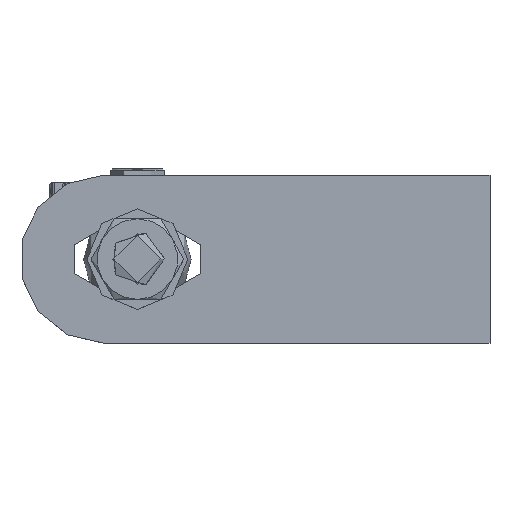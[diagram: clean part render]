
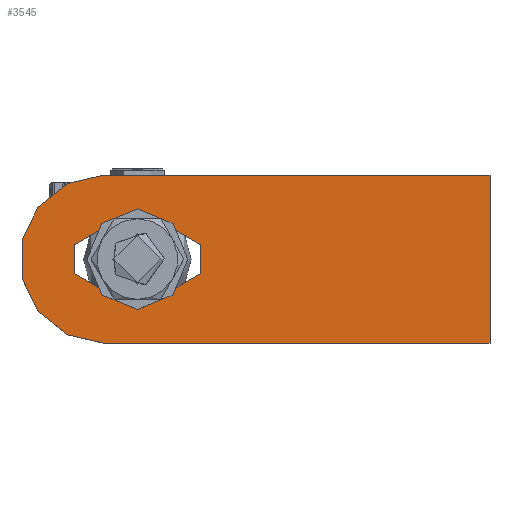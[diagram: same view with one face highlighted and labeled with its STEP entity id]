
A CAD part, top view. The second image highlights one B-rep face of the part: STEP entity #3545.
In plain terms, the highlighted planar face has unit normal (0, 0, 1).
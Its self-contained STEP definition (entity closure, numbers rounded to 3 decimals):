
#206 = CARTESIAN_POINT ( 'NONE',  ( -45., -25., 3. ) ) ;
#282 = EDGE_CURVE ( 'NONE', #25059, #6477, #21866, .T. ) ;
#343 = DIRECTION ( 'NONE',  ( 0., 0., 1. ) ) ;
#2110 = VECTOR ( 'NONE', #9570, 1000. ) ;
#2416 = CARTESIAN_POINT ( 'NONE',  ( -23.5, -8.5, 3. ) ) ;
#3120 = VECTOR ( 'NONE', #15331, 1000. ) ;
#3475 = AXIS2_PLACEMENT_3D ( 'NONE', #11543, #343, #4909 ) ;
#3545 = ADVANCED_FACE ( 'NONE', ( #24005, #6169 ), #26606, .F. ) ;
#3903 = ORIENTED_EDGE ( 'NONE', *, *, #24220, .T. ) ;
#4909 = DIRECTION ( 'NONE',  ( -1., 0., 0. ) ) ;
#5007 = CARTESIAN_POINT ( 'NONE',  ( 70., 25., 3. ) ) ;
#5202 = CARTESIAN_POINT ( 'NONE',  ( -23.5, 0., 3. ) ) ;
#5881 = AXIS2_PLACEMENT_3D ( 'NONE', #20400, #10940, #20305 ) ;
#6169 = FACE_BOUND ( 'NONE', #7568, .T. ) ;
#6477 = VERTEX_POINT ( 'NONE', #9245 ) ;
#7547 = LINE ( 'NONE', #21970, #3120 ) ;
#7568 = EDGE_LOOP ( 'NONE', ( #11741, #9758, #16814, #26254 ) ) ;
#7896 = CARTESIAN_POINT ( 'NONE',  ( -46.5, 8.5, 3. ) ) ;
#8090 = LINE ( 'NONE', #13658, #23695 ) ;
#8108 = VECTOR ( 'NONE', #10221, 1000. ) ;
#9245 = CARTESIAN_POINT ( 'NONE',  ( -23.5, 8.5, 3. ) ) ;
#9431 = EDGE_CURVE ( 'NONE', #30152, #25059, #20825, .T. ) ;
#9570 = DIRECTION ( 'NONE',  ( -1., 0., 0. ) ) ;
#9758 = ORIENTED_EDGE ( 'NONE', *, *, #10659, .F. ) ;
#10221 = DIRECTION ( 'NONE',  ( 1., 0., 0. ) ) ;
#10659 = EDGE_CURVE ( 'NONE', #6477, #24245, #18887, .T. ) ;
#10922 = EDGE_CURVE ( 'NONE', #24245, #30152, #27603, .T. ) ;
#10940 = DIRECTION ( 'NONE',  ( 0., 0., 1. ) ) ;
#11543 = CARTESIAN_POINT ( 'NONE',  ( -45., 0., 3. ) ) ;
#11741 = ORIENTED_EDGE ( 'NONE', *, *, #10922, .F. ) ;
#11897 = VECTOR ( 'NONE', #23449, 1000. ) ;
#13127 = VERTEX_POINT ( 'NONE', #27074 ) ;
#13658 = CARTESIAN_POINT ( 'NONE',  ( 70., -25., 3. ) ) ;
#13696 = LINE ( 'NONE', #5007, #11897 ) ;
#13758 = VERTEX_POINT ( 'NONE', #22134 ) ;
#15331 = DIRECTION ( 'NONE',  ( -1., 0., 0. ) ) ;
#16814 = ORIENTED_EDGE ( 'NONE', *, *, #282, .F. ) ;
#16900 = DIRECTION ( 'NONE',  ( 0., 0., 1. ) ) ;
#17201 = CARTESIAN_POINT ( 'NONE',  ( -46.5, -8.5, 3. ) ) ;
#17215 = DIRECTION ( 'NONE',  ( 1., 0., 0. ) ) ;
#17776 = EDGE_LOOP ( 'NONE', ( #21652, #27925, #23934, #3903 ) ) ;
#18062 = CIRCLE ( 'NONE', #3475, 25. ) ;
#18330 = DIRECTION ( 'NONE',  ( 1., 0., 0. ) ) ;
#18579 = CARTESIAN_POINT ( 'NONE',  ( -46.5, 8.5, 3. ) ) ;
#18887 = LINE ( 'NONE', #18579, #2110 ) ;
#19010 = VERTEX_POINT ( 'NONE', #206 ) ;
#19709 = EDGE_CURVE ( 'NONE', #19010, #22598, #8090, .T. ) ;
#19911 = DIRECTION ( 'NONE',  ( 0., 0., -1. ) ) ;
#20305 = DIRECTION ( 'NONE',  ( 1., 0., 0. ) ) ;
#20400 = CARTESIAN_POINT ( 'NONE',  ( -46.5, 0., 3. ) ) ;
#20825 = LINE ( 'NONE', #17201, #8108 ) ;
#21652 = ORIENTED_EDGE ( 'NONE', *, *, #24725, .T. ) ;
#21866 = CIRCLE ( 'NONE', #24666, 8.5 ) ;
#21970 = CARTESIAN_POINT ( 'NONE',  ( -45., 25., 3. ) ) ;
#22134 = CARTESIAN_POINT ( 'NONE',  ( 70., 25., 3. ) ) ;
#22598 = VERTEX_POINT ( 'NONE', #26942 ) ;
#23449 = DIRECTION ( 'NONE',  ( 0., 1., 0. ) ) ;
#23695 = VECTOR ( 'NONE', #18330, 1000. ) ;
#23934 = ORIENTED_EDGE ( 'NONE', *, *, #19709, .T. ) ;
#24005 = FACE_OUTER_BOUND ( 'NONE', #17776, .T. ) ;
#24100 = EDGE_CURVE ( 'NONE', #13127, #19010, #18062, .T. ) ;
#24220 = EDGE_CURVE ( 'NONE', #22598, #13758, #13696, .T. ) ;
#24245 = VERTEX_POINT ( 'NONE', #7896 ) ;
#24383 = CARTESIAN_POINT ( 'NONE',  ( -45., 0., 3. ) ) ;
#24485 = DIRECTION ( 'NONE',  ( -1., 0., 0. ) ) ;
#24666 = AXIS2_PLACEMENT_3D ( 'NONE', #5202, #16900, #17215 ) ;
#24704 = AXIS2_PLACEMENT_3D ( 'NONE', #24383, #19911, #24485 ) ;
#24725 = EDGE_CURVE ( 'NONE', #13758, #13127, #7547, .T. ) ;
#25059 = VERTEX_POINT ( 'NONE', #2416 ) ;
#26254 = ORIENTED_EDGE ( 'NONE', *, *, #9431, .F. ) ;
#26606 = PLANE ( 'NONE',  #24704 ) ;
#26942 = CARTESIAN_POINT ( 'NONE',  ( 70., -25., 3. ) ) ;
#27074 = CARTESIAN_POINT ( 'NONE',  ( -45., 25., 3. ) ) ;
#27603 = CIRCLE ( 'NONE', #5881, 8.5 ) ;
#27925 = ORIENTED_EDGE ( 'NONE', *, *, #24100, .T. ) ;
#29876 = CARTESIAN_POINT ( 'NONE',  ( -46.5, -8.5, 3. ) ) ;
#30152 = VERTEX_POINT ( 'NONE', #29876 ) ;
